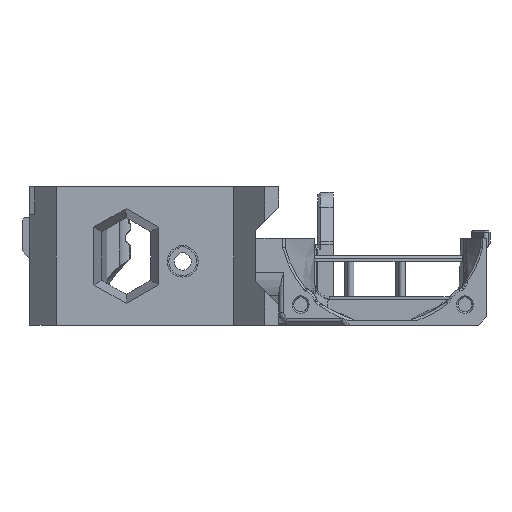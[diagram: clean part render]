
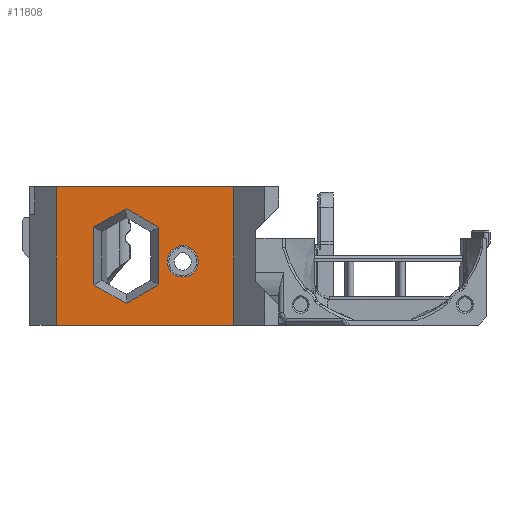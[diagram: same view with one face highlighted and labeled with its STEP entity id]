
A CAD part, left-side view. The second image highlights one B-rep face of the part: STEP entity #11808.
In plain terms, the highlighted planar face has unit normal (-1, 0, 0).
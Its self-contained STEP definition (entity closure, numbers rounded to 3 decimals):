
#260=FACE_BOUND('',#2203,.T.);
#261=FACE_BOUND('',#2204,.T.);
#661=CIRCLE('',#12727,3.);
#1520=FACE_OUTER_BOUND('',#2202,.T.);
#2202=EDGE_LOOP('',(#10601,#10602,#10603,#10604));
#2203=EDGE_LOOP('',(#10605,#10606,#10607,#10608));
#2204=EDGE_LOOP('',(#10609,#10610,#10611,#10612,#10613,#10614));
#2462=LINE('',#16539,#3582);
#2572=LINE('',#17137,#3692);
#2612=LINE('',#17240,#3732);
#3236=LINE('',#21551,#4356);
#3239=LINE('',#21556,#4359);
#3241=LINE('',#21560,#4361);
#3243=LINE('',#21564,#4363);
#3245=LINE('',#21568,#4365);
#3247=LINE('',#21571,#4367);
#3248=LINE('',#21576,#4368);
#3251=LINE('',#21581,#4371);
#3254=LINE('',#21588,#4374);
#3312=LINE('',#22074,#4432);
#3582=VECTOR('',#13288,10.);
#3692=VECTOR('',#13586,10.);
#3732=VECTOR('',#13660,10.);
#4356=VECTOR('',#15538,10.);
#4359=VECTOR('',#15543,10.);
#4361=VECTOR('',#15547,10.);
#4363=VECTOR('',#15551,10.);
#4365=VECTOR('',#15555,10.);
#4367=VECTOR('',#15559,10.);
#4368=VECTOR('',#15564,10.);
#4371=VECTOR('',#15569,10.);
#4374=VECTOR('',#15578,10.);
#4432=VECTOR('',#15800,10.);
#4665=VERTEX_POINT('',#16536);
#4666=VERTEX_POINT('',#16538);
#4810=VERTEX_POINT('',#17134);
#4811=VERTEX_POINT('',#17136);
#5525=VERTEX_POINT('',#21549);
#5526=VERTEX_POINT('',#21550);
#5527=VERTEX_POINT('',#21555);
#5528=VERTEX_POINT('',#21559);
#5529=VERTEX_POINT('',#21563);
#5530=VERTEX_POINT('',#21567);
#5531=VERTEX_POINT('',#21574);
#5532=VERTEX_POINT('',#21575);
#5533=VERTEX_POINT('',#21580);
#5534=VERTEX_POINT('',#21584);
#5837=EDGE_CURVE('',#4665,#4666,#2462,.T.);
#6031=EDGE_CURVE('',#4810,#4811,#2572,.T.);
#6083=EDGE_CURVE('',#4810,#4666,#2612,.T.);
#7156=EDGE_CURVE('',#5525,#5526,#3236,.T.);
#7159=EDGE_CURVE('',#5526,#5527,#3239,.T.);
#7161=EDGE_CURVE('',#5527,#5528,#3241,.T.);
#7163=EDGE_CURVE('',#5528,#5529,#3243,.T.);
#7165=EDGE_CURVE('',#5529,#5530,#3245,.T.);
#7167=EDGE_CURVE('',#5530,#5525,#3247,.T.);
#7168=EDGE_CURVE('',#5531,#5532,#3248,.T.);
#7171=EDGE_CURVE('',#5533,#5531,#3251,.T.);
#7173=EDGE_CURVE('',#5534,#5533,#661,.T.);
#7175=EDGE_CURVE('',#5532,#5534,#3254,.T.);
#7258=EDGE_CURVE('',#4811,#4665,#3312,.T.);
#10601=ORIENTED_EDGE('',*,*,#6083,.T.);
#10602=ORIENTED_EDGE('',*,*,#5837,.F.);
#10603=ORIENTED_EDGE('',*,*,#7258,.F.);
#10604=ORIENTED_EDGE('',*,*,#6031,.F.);
#10605=ORIENTED_EDGE('',*,*,#7175,.T.);
#10606=ORIENTED_EDGE('',*,*,#7173,.T.);
#10607=ORIENTED_EDGE('',*,*,#7171,.T.);
#10608=ORIENTED_EDGE('',*,*,#7168,.T.);
#10609=ORIENTED_EDGE('',*,*,#7167,.F.);
#10610=ORIENTED_EDGE('',*,*,#7165,.F.);
#10611=ORIENTED_EDGE('',*,*,#7163,.F.);
#10612=ORIENTED_EDGE('',*,*,#7161,.F.);
#10613=ORIENTED_EDGE('',*,*,#7159,.F.);
#10614=ORIENTED_EDGE('',*,*,#7156,.F.);
#11166=PLANE('',#12811);
#11808=ADVANCED_FACE('',(#1520,#260,#261),#11166,.T.);
#12727=AXIS2_PLACEMENT_3D('',#21585,#15573,#15574);
#12811=AXIS2_PLACEMENT_3D('',#22075,#15801,#15802);
#13288=DIRECTION('',(0.,-1.,0.));
#13586=DIRECTION('',(0.,1.,0.));
#13660=DIRECTION('',(0.,0.,1.));
#15538=DIRECTION('',(0.,0.,1.));
#15543=DIRECTION('',(0.,0.866,0.5));
#15547=DIRECTION('',(0.,0.866,-0.5));
#15551=DIRECTION('',(0.,0.,-1.));
#15555=DIRECTION('',(0.,-0.866,-0.5));
#15559=DIRECTION('',(0.,-0.866,0.5));
#15564=DIRECTION('',(0.,-1.,0.));
#15569=DIRECTION('',(0.,-0.866,0.5));
#15573=DIRECTION('center_axis',(1.,0.,0.));
#15574=DIRECTION('ref_axis',(0.,-1.,0.));
#15578=DIRECTION('',(0.,-0.866,-0.5));
#15800=DIRECTION('',(0.,0.,1.));
#15801=DIRECTION('center_axis',(-1.,0.,0.));
#15802=DIRECTION('ref_axis',(0.,-1.,0.));
#16536=CARTESIAN_POINT('',(-21.,16.8,27.));
#16538=CARTESIAN_POINT('',(-21.,-17.757,27.));
#16539=CARTESIAN_POINT('',(-21.,-21.,27.));
#17134=CARTESIAN_POINT('',(-21.,-17.757,0.));
#17136=CARTESIAN_POINT('',(-21.,16.8,0.));
#17137=CARTESIAN_POINT('',(-21.,-21.,0.));
#17240=CARTESIAN_POINT('',(-21.,-17.757,0.));
#21549=CARTESIAN_POINT('',(-21.,-3.026,7.884));
#21550=CARTESIAN_POINT('',(-21.,-3.026,19.116));
#21551=CARTESIAN_POINT('',(-21.,-3.026,9.125));
#21555=CARTESIAN_POINT('',(-21.,3.237,22.732));
#21556=CARTESIAN_POINT('',(-21.,3.026,22.611));
#21559=CARTESIAN_POINT('',(-21.,9.5,19.116));
#21560=CARTESIAN_POINT('',(-21.,16.001,15.363));
#21563=CARTESIAN_POINT('',(-21.,9.5,7.884));
#21564=CARTESIAN_POINT('',(-21.,9.5,4.375));
#21567=CARTESIAN_POINT('',(-21.,3.237,4.268));
#21568=CARTESIAN_POINT('',(-21.,7.774,6.887));
#21571=CARTESIAN_POINT('',(-21.,6.491,2.389));
#21574=CARTESIAN_POINT('',(-21.,-7.343,15.59));
#21575=CARTESIAN_POINT('',(-21.,-8.257,15.59));
#21576=CARTESIAN_POINT('',(-21.,4.729,15.59));
#21580=CARTESIAN_POINT('',(-21.,-6.3,14.988));
#21581=CARTESIAN_POINT('',(-21.,5.608,8.113));
#21584=CARTESIAN_POINT('',(-21.,-9.3,14.988));
#21585=CARTESIAN_POINT('Origin',(-21.,-7.8,12.39));
#21588=CARTESIAN_POINT('',(-21.,-2.236,19.066));
#22074=CARTESIAN_POINT('',(-21.,16.8,0.));
#22075=CARTESIAN_POINT('Origin',(-21.,16.8,0.));
